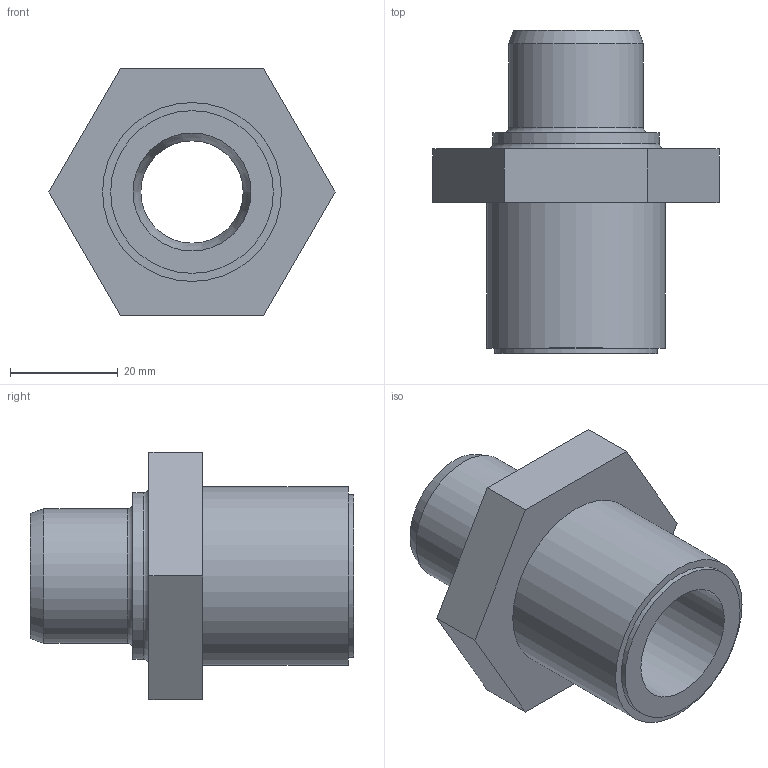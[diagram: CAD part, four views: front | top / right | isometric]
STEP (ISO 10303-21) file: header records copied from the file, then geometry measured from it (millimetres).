
FILE_DESCRIPTION(/* description */ (''),/* implementation_level */ '2;1');
FILE_NAME(/* name */ 'NRIV025100.ipt.stp',/* time_stamp */ '2013-10-01T14:48:27+02:00',/* author */ ('bfaro'),/* organization */ (''),/* preprocessor_version */ 'ST-DEVELOPER v15.2',/* originating_system */ 'Autodesk Inventor 2014',/* authorisation */ '');
FILE_SCHEMA (('AUTOMOTIVE_DESIGN { 1 0 10303 214 3 1 1 }'));
Length unit declared in the file: millimetre
Products named in the file (1): NRIV025100
Bounding box: 53.12 x 60 x 46 mm (x, y, z)
Volume: 33756.9 mm3; surface area: 13061.4 mm2
Topology: 1 solids, 1 shells, 22 faces, 47 edges, 32 vertices
Faces by surface type: plane 12, cylinder 6, cone 2, torus 2
Full cylindrical faces by diameter (mm): 19 x1, 21.9 x1, 25 x1, 30.2 x1, 31 x1, 33.2 x1
Entity records: 555 total; most frequent: DIRECTION 95, CARTESIAN_POINT 86, ORIENTED_EDGE 66, EDGE_LOOP 38, AXIS2_PLACEMENT_3D 38, EDGE_CURVE 33, VERTEX_POINT 27, FACE_OUTER_BOUND 22
